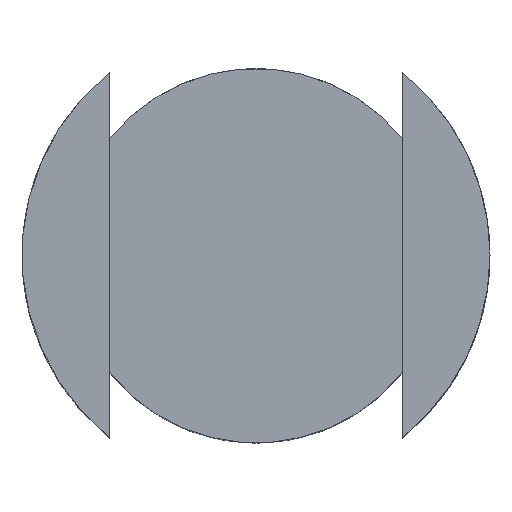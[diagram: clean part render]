
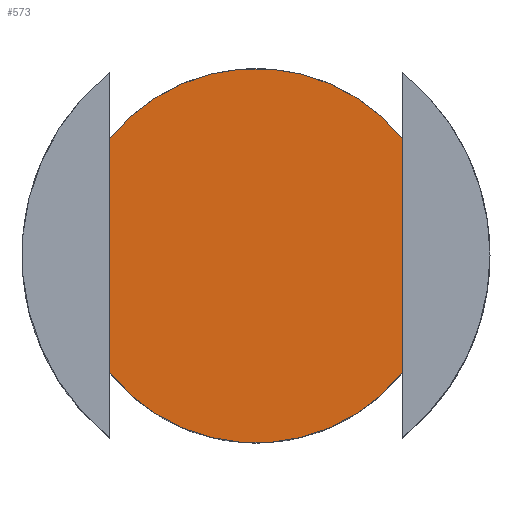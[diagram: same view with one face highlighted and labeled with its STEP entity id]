
A CAD part, top view. The second image highlights one B-rep face of the part: STEP entity #573.
In plain terms, the highlighted planar face has unit normal (0, 0, 1).
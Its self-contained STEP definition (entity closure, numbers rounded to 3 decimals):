
#72 = DIRECTION ( 'NONE',  ( 1., 0., 0. ) ) ;
#84 = EDGE_CURVE ( 'NONE', #628, #635, #351, .T. ) ;
#109 = ORIENTED_EDGE ( 'NONE', *, *, #269, .T. ) ;
#117 = ORIENTED_EDGE ( 'NONE', *, *, #236, .T. ) ;
#118 = LINE ( 'NONE', #374, #596 ) ;
#128 = DIRECTION ( 'NONE',  ( 0., 0., 1. ) ) ;
#180 = AXIS2_PLACEMENT_3D ( 'NONE', #464, #729, #72 ) ;
#206 = VERTEX_POINT ( 'NONE', #703 ) ;
#236 = EDGE_CURVE ( 'NONE', #206, #240, #583, .T. ) ;
#240 = VERTEX_POINT ( 'NONE', #315 ) ;
#261 = DIRECTION ( 'NONE',  ( 1., 0., 0. ) ) ;
#262 = ORIENTED_EDGE ( 'NONE', *, *, #807, .F. ) ;
#269 = EDGE_CURVE ( 'NONE', #240, #628, #671, .T. ) ;
#272 = FACE_OUTER_BOUND ( 'NONE', #656, .T. ) ;
#315 = CARTESIAN_POINT ( 'NONE',  ( -12.5, 9.987, -15.814 ) ) ;
#336 = CARTESIAN_POINT ( 'NONE',  ( -12.5, -9.987, -15.814 ) ) ;
#351 = CIRCLE ( 'NONE', #571, 16. ) ;
#374 = CARTESIAN_POINT ( 'NONE',  ( 12.5, 20., -15.814 ) ) ;
#382 = DIRECTION ( 'NONE',  ( 1., 0., 0. ) ) ;
#385 = DIRECTION ( 'NONE',  ( 0., 0., 1. ) ) ;
#444 = CARTESIAN_POINT ( 'NONE',  ( 0., 0., -15.814 ) ) ;
#453 = VECTOR ( 'NONE', #664, 1000. ) ;
#464 = CARTESIAN_POINT ( 'NONE',  ( -12.5, 20., -15.814 ) ) ;
#509 = CARTESIAN_POINT ( 'NONE',  ( 0., 0., -15.814 ) ) ;
#555 = ORIENTED_EDGE ( 'NONE', *, *, #84, .T. ) ;
#565 = DIRECTION ( 'NONE',  ( 0., -1., 0. ) ) ;
#571 = AXIS2_PLACEMENT_3D ( 'NONE', #509, #385, #382 ) ;
#573 = ADVANCED_FACE ( 'NONE', ( #272 ), #776, .T. ) ;
#583 = CIRCLE ( 'NONE', #695, 16. ) ;
#596 = VECTOR ( 'NONE', #565, 1000. ) ;
#628 = VERTEX_POINT ( 'NONE', #336 ) ;
#635 = VERTEX_POINT ( 'NONE', #793 ) ;
#656 = EDGE_LOOP ( 'NONE', ( #262, #117, #109, #555 ) ) ;
#664 = DIRECTION ( 'NONE',  ( 0., -1., 0. ) ) ;
#671 = LINE ( 'NONE', #783, #453 ) ;
#695 = AXIS2_PLACEMENT_3D ( 'NONE', #444, #128, #261 ) ;
#703 = CARTESIAN_POINT ( 'NONE',  ( 12.5, 9.987, -15.814 ) ) ;
#729 = DIRECTION ( 'NONE',  ( 0., 0., 1. ) ) ;
#776 = PLANE ( 'NONE',  #180 ) ;
#783 = CARTESIAN_POINT ( 'NONE',  ( -12.5, 20., -15.814 ) ) ;
#793 = CARTESIAN_POINT ( 'NONE',  ( 12.5, -9.987, -15.814 ) ) ;
#807 = EDGE_CURVE ( 'NONE', #206, #635, #118, .T. ) ;
